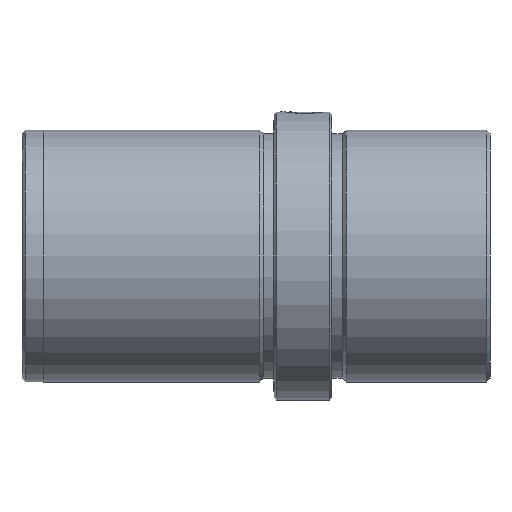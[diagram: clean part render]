
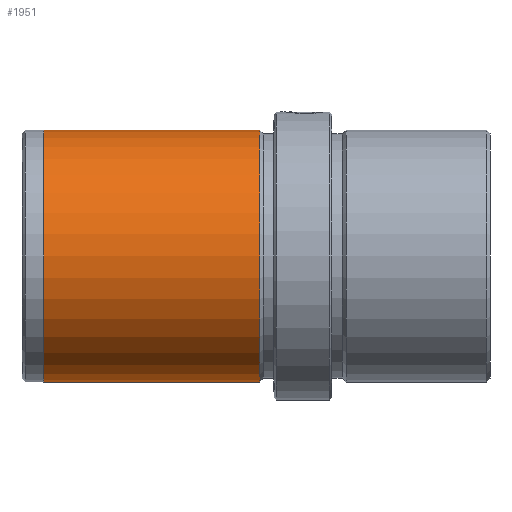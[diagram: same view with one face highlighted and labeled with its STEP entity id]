
A CAD part, left-side view. The second image highlights one B-rep face of the part: STEP entity #1951.
In plain terms, the highlighted cylindrical face has radius 17.5 mm (diameter 35 mm), a partial arc.
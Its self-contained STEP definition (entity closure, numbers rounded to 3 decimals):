
#10 = VERTEX_POINT ( 'NONE', #261 ) ;
#187 = CARTESIAN_POINT ( 'NONE',  ( 0., 62., 0. ) ) ;
#261 = CARTESIAN_POINT ( 'NONE',  ( 0., 62., 17.5 ) ) ;
#299 = LINE ( 'NONE', #1849, #1561 ) ;
#337 = DIRECTION ( 'NONE',  ( 0., 0., -1. ) ) ;
#381 = CARTESIAN_POINT ( 'NONE',  ( 0., 32., 17.5 ) ) ;
#421 = VERTEX_POINT ( 'NONE', #381 ) ;
#465 = VERTEX_POINT ( 'NONE', #2036 ) ;
#514 = CARTESIAN_POINT ( 'NONE',  ( 0., 62., -17.5 ) ) ;
#540 = AXIS2_PLACEMENT_3D ( 'NONE', #1051, #712, #2032 ) ;
#546 = EDGE_CURVE ( 'NONE', #421, #465, #1196, .T. ) ;
#625 = CYLINDRICAL_SURFACE ( 'NONE', #540, 17.5 ) ;
#705 = VECTOR ( 'NONE', #1126, 1000. ) ;
#712 = DIRECTION ( 'NONE',  ( 0., -1., 0. ) ) ;
#807 = EDGE_CURVE ( 'NONE', #1168, #465, #299, .T. ) ;
#955 = CARTESIAN_POINT ( 'NONE',  ( 0., 32., 0. ) ) ;
#1051 = CARTESIAN_POINT ( 'NONE',  ( 0., 0., 0. ) ) ;
#1126 = DIRECTION ( 'NONE',  ( 0., -1., 0. ) ) ;
#1131 = DIRECTION ( 'NONE',  ( 0., 0., -1. ) ) ;
#1147 = LINE ( 'NONE', #1772, #705 ) ;
#1168 = VERTEX_POINT ( 'NONE', #514 ) ;
#1189 = EDGE_LOOP ( 'NONE', ( #1756, #2037, #1964, #1242 ) ) ;
#1196 = CIRCLE ( 'NONE', #1994, 17.5 ) ;
#1242 = ORIENTED_EDGE ( 'NONE', *, *, #546, .F. ) ;
#1325 = DIRECTION ( 'NONE',  ( 0., -1., 0. ) ) ;
#1418 = EDGE_CURVE ( 'NONE', #10, #421, #1147, .T. ) ;
#1465 = AXIS2_PLACEMENT_3D ( 'NONE', #187, #1325, #337 ) ;
#1561 = VECTOR ( 'NONE', #2026, 1000. ) ;
#1737 = CIRCLE ( 'NONE', #1465, 17.5 ) ;
#1756 = ORIENTED_EDGE ( 'NONE', *, *, #1418, .F. ) ;
#1772 = CARTESIAN_POINT ( 'NONE',  ( 0., 0., 17.5 ) ) ;
#1794 = EDGE_CURVE ( 'NONE', #10, #1168, #1737, .T. ) ;
#1849 = CARTESIAN_POINT ( 'NONE',  ( 0., 0., -17.5 ) ) ;
#1951 = ADVANCED_FACE ( 'NONE', ( #1962 ), #625, .T. ) ;
#1962 = FACE_OUTER_BOUND ( 'NONE', #1189, .T. ) ;
#1964 = ORIENTED_EDGE ( 'NONE', *, *, #807, .T. ) ;
#1994 = AXIS2_PLACEMENT_3D ( 'NONE', #955, #2105, #1131 ) ;
#2026 = DIRECTION ( 'NONE',  ( 0., -1., 0. ) ) ;
#2032 = DIRECTION ( 'NONE',  ( 0., 0., -1. ) ) ;
#2036 = CARTESIAN_POINT ( 'NONE',  ( 0., 32., -17.5 ) ) ;
#2037 = ORIENTED_EDGE ( 'NONE', *, *, #1794, .T. ) ;
#2105 = DIRECTION ( 'NONE',  ( 0., -1., 0. ) ) ;
